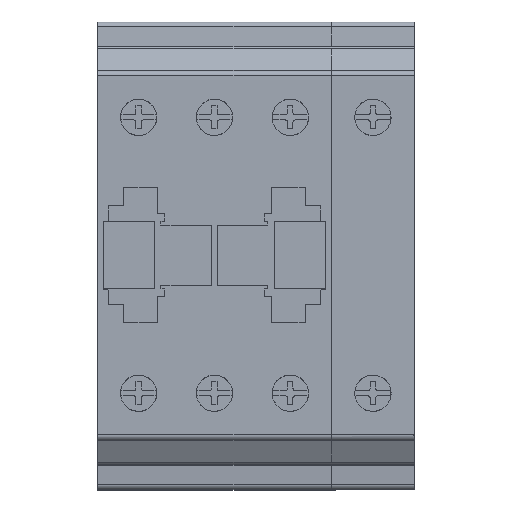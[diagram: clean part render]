
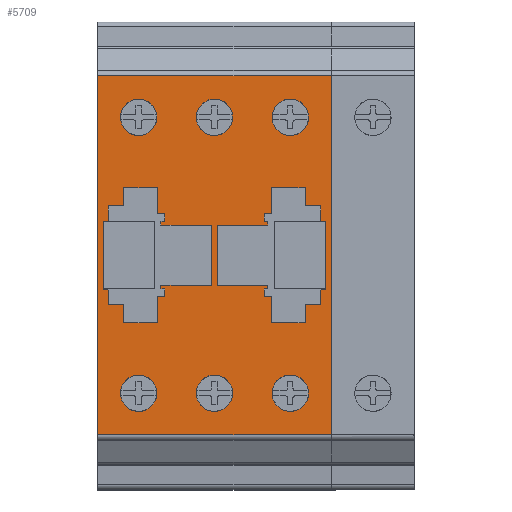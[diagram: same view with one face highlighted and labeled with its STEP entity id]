
A CAD part, top view. The second image highlights one B-rep face of the part: STEP entity #5709.
In plain terms, the highlighted planar face has unit normal (0, 0, 1).
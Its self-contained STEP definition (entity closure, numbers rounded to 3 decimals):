
#26=FACE_BOUND('',#600,.T.);
#27=FACE_BOUND('',#601,.T.);
#28=FACE_BOUND('',#602,.T.);
#29=FACE_BOUND('',#603,.T.);
#30=FACE_BOUND('',#604,.T.);
#31=FACE_BOUND('',#605,.T.);
#181=FACE_OUTER_BOUND('',#599,.T.);
#599=EDGE_LOOP('',(#3326,#3327,#3328,#3329));
#600=EDGE_LOOP('',(#3330));
#601=EDGE_LOOP('',(#3331));
#602=EDGE_LOOP('',(#3332));
#603=EDGE_LOOP('',(#3333));
#604=EDGE_LOOP('',(#3334));
#605=EDGE_LOOP('',(#3335));
#999=VERTEX_POINT('',#16136);
#1044=VERTEX_POINT('',#16273);
#1089=VERTEX_POINT('',#16410);
#1090=VERTEX_POINT('',#16417);
#1091=VERTEX_POINT('',#16418);
#1092=VERTEX_POINT('',#16420);
#1093=VERTEX_POINT('',#16422);
#1094=VERTEX_POINT('',#16425);
#1095=VERTEX_POINT('',#16427);
#1096=VERTEX_POINT('',#16429);
#1814=EDGE_CURVE('',#999,#999,#6106,.T.);
#1882=EDGE_CURVE('',#1044,#1044,#6119,.T.);
#1950=EDGE_CURVE('',#1089,#1089,#6132,.T.);
#1953=EDGE_CURVE('',#1090,#1091,#8264,.T.);
#1954=EDGE_CURVE('',#1092,#1091,#8265,.T.);
#1955=EDGE_CURVE('',#1092,#1093,#8266,.T.);
#1956=EDGE_CURVE('',#1093,#1090,#8267,.T.);
#1957=EDGE_CURVE('',#1094,#1094,#6133,.T.);
#1958=EDGE_CURVE('',#1095,#1095,#6134,.T.);
#1959=EDGE_CURVE('',#1096,#1096,#6135,.T.);
#3326=ORIENTED_EDGE('',*,*,#1953,.T.);
#3327=ORIENTED_EDGE('',*,*,#1954,.F.);
#3328=ORIENTED_EDGE('',*,*,#1955,.T.);
#3329=ORIENTED_EDGE('',*,*,#1956,.T.);
#3330=ORIENTED_EDGE('',*,*,#1957,.T.);
#3331=ORIENTED_EDGE('',*,*,#1958,.T.);
#3332=ORIENTED_EDGE('',*,*,#1959,.T.);
#3333=ORIENTED_EDGE('',*,*,#1950,.T.);
#3334=ORIENTED_EDGE('',*,*,#1882,.T.);
#3335=ORIENTED_EDGE('',*,*,#1814,.T.);
#5349=PLANE('',#10841);
#5709=ADVANCED_FACE('',(#181,#26,#27,#28,#29,#30,#31),#5349,.T.);
#6106=CIRCLE('',#10764,3.5);
#6119=CIRCLE('',#10801,3.5);
#6132=CIRCLE('',#10838,3.5);
#6133=CIRCLE('',#10842,3.5);
#6134=CIRCLE('',#10843,3.5);
#6135=CIRCLE('',#10844,3.5);
#8264=LINE('',#16419,#9846);
#8265=LINE('',#16421,#9847);
#8266=LINE('',#16423,#9848);
#8267=LINE('',#16424,#9849);
#9846=VECTOR('',#12363,1.);
#9847=VECTOR('',#12364,1.);
#9848=VECTOR('',#12365,1.);
#9849=VECTOR('',#12366,1.);
#10764=AXIS2_PLACEMENT_3D('',#16137,#12095,#12096);
#10801=AXIS2_PLACEMENT_3D('',#16274,#12224,#12225);
#10838=AXIS2_PLACEMENT_3D('',#16411,#12353,#12354);
#10841=AXIS2_PLACEMENT_3D('',#16416,#12361,#12362);
#10842=AXIS2_PLACEMENT_3D('',#16426,#12367,#12368);
#10843=AXIS2_PLACEMENT_3D('',#16428,#12369,#12370);
#10844=AXIS2_PLACEMENT_3D('',#16430,#12371,#12372);
#12095=DIRECTION('center_axis',(0.,0.,-1.));
#12096=DIRECTION('ref_axis',(0.,-1.,0.));
#12224=DIRECTION('center_axis',(0.,0.,-1.));
#12225=DIRECTION('ref_axis',(0.,-1.,0.));
#12353=DIRECTION('center_axis',(0.,0.,-1.));
#12354=DIRECTION('ref_axis',(0.,-1.,0.));
#12361=DIRECTION('center_axis',(0.,0.,1.));
#12362=DIRECTION('ref_axis',(1.,0.,0.));
#12363=DIRECTION('',(0.,-1.,0.));
#12364=DIRECTION('',(-1.,0.,0.));
#12365=DIRECTION('',(0.,1.,0.));
#12366=DIRECTION('',(-1.,0.,0.));
#12367=DIRECTION('center_axis',(0.,0.,-1.));
#12368=DIRECTION('ref_axis',(0.,-1.,0.));
#12369=DIRECTION('center_axis',(0.,0.,-1.));
#12370=DIRECTION('ref_axis',(0.,-1.,0.));
#12371=DIRECTION('center_axis',(0.,0.,-1.));
#12372=DIRECTION('ref_axis',(0.,-1.,0.));
#16136=CARTESIAN_POINT('',(33.63,26.794,78.999));
#16137=CARTESIAN_POINT('Origin',(37.1,27.25,78.999));
#16273=CARTESIAN_POINT('',(19.029,26.794,78.999));
#16274=CARTESIAN_POINT('Origin',(22.5,27.25,78.999));
#16410=CARTESIAN_POINT('',(4.429,26.794,78.999));
#16411=CARTESIAN_POINT('Origin',(7.9,27.25,78.999));
#16416=CARTESIAN_POINT('Origin',(45.,35.268,78.999));
#16417=CARTESIAN_POINT('',(0.,35.268,78.999));
#16418=CARTESIAN_POINT('',(0.,-33.867,78.999));
#16419=CARTESIAN_POINT('',(0.,-33.867,78.999));
#16420=CARTESIAN_POINT('',(45.,-33.867,78.999));
#16421=CARTESIAN_POINT('',(45.,-33.867,78.999));
#16422=CARTESIAN_POINT('',(45.,35.268,78.999));
#16423=CARTESIAN_POINT('',(45.,-33.867,78.999));
#16424=CARTESIAN_POINT('',(45.,35.268,78.999));
#16425=CARTESIAN_POINT('',(33.63,-26.306,78.999));
#16426=CARTESIAN_POINT('Origin',(37.1,-25.849,78.999));
#16427=CARTESIAN_POINT('',(19.029,-26.306,78.999));
#16428=CARTESIAN_POINT('Origin',(22.5,-25.849,78.999));
#16429=CARTESIAN_POINT('',(4.429,-26.306,78.999));
#16430=CARTESIAN_POINT('Origin',(7.9,-25.849,78.999));
